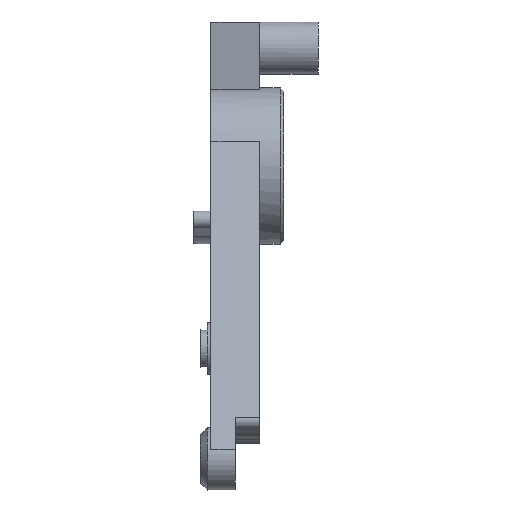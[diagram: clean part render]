
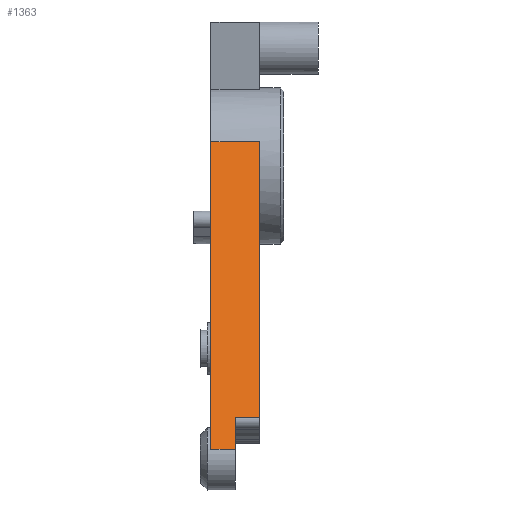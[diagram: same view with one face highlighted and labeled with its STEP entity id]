
A CAD part, left-side view. The second image highlights one B-rep face of the part: STEP entity #1363.
In plain terms, the highlighted planar face has unit normal (-0.95, 0, 0.312).
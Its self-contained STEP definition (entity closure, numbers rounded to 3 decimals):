
#27=PLANE('',#1516);
#123=FACE_OUTER_BOUND('',#200,.T.);
#200=EDGE_LOOP('',(#1092,#1093,#1094,#1095,#1096,#1097,#1098));
#251=LINE('',#2065,#361);
#259=LINE('',#2111,#369);
#296=LINE('',#2255,#406);
#301=LINE('',#2281,#411);
#309=LINE('',#2306,#419);
#310=LINE('',#2307,#420);
#311=LINE('',#2308,#421);
#361=VECTOR('',#1611,10.);
#369=VECTOR('',#1659,10.);
#406=VECTOR('',#1800,10.);
#411=VECTOR('',#1823,10.);
#419=VECTOR('',#1851,10.);
#420=VECTOR('',#1852,10.);
#421=VECTOR('',#1853,10.);
#574=VERTEX_POINT('',#2062);
#575=VERTEX_POINT('',#2064);
#592=VERTEX_POINT('',#2108);
#593=VERTEX_POINT('',#2110);
#619=VERTEX_POINT('',#2181);
#658=VERTEX_POINT('',#2277);
#660=VERTEX_POINT('',#2280);
#713=EDGE_CURVE('',#574,#575,#251,.T.);
#734=EDGE_CURVE('',#593,#592,#259,.T.);
#809=EDGE_CURVE('',#619,#593,#296,.T.);
#820=EDGE_CURVE('',#660,#658,#301,.T.);
#833=EDGE_CURVE('',#592,#660,#309,.T.);
#834=EDGE_CURVE('',#575,#658,#310,.T.);
#835=EDGE_CURVE('',#574,#619,#311,.T.);
#1092=ORIENTED_EDGE('',*,*,#833,.T.);
#1093=ORIENTED_EDGE('',*,*,#820,.T.);
#1094=ORIENTED_EDGE('',*,*,#834,.F.);
#1095=ORIENTED_EDGE('',*,*,#713,.F.);
#1096=ORIENTED_EDGE('',*,*,#835,.T.);
#1097=ORIENTED_EDGE('',*,*,#809,.T.);
#1098=ORIENTED_EDGE('',*,*,#734,.T.);
#1363=ADVANCED_FACE('',(#123),#27,.T.);
#1516=AXIS2_PLACEMENT_3D('',#2305,#1849,#1850);
#1611=DIRECTION('',(0.,-1.,0.));
#1659=DIRECTION('',(0.,-1.,0.));
#1800=DIRECTION('',(-0.312,0.,-0.95));
#1823=DIRECTION('',(0.,-1.,0.));
#1849=DIRECTION('center_axis',(-0.95,0.,0.312));
#1850=DIRECTION('ref_axis',(-0.312,0.,-0.95));
#1851=DIRECTION('',(0.312,0.,0.95));
#1852=DIRECTION('',(-0.312,0.,-0.95));
#1853=DIRECTION('',(-0.312,0.,-0.95));
#2062=CARTESIAN_POINT('',(-21.378,0.,7.015));
#2064=CARTESIAN_POINT('',(-21.378,-14.,7.015));
#2065=CARTESIAN_POINT('',(-21.378,0.,7.015));
#2108=CARTESIAN_POINT('',(-50.462,-7.,-81.614));
#2110=CARTESIAN_POINT('',(-50.462,0.,-81.614));
#2111=CARTESIAN_POINT('',(-50.462,0.,-81.614));
#2181=CARTESIAN_POINT('',(-28.511,0.,-14.721));
#2255=CARTESIAN_POINT('',(-21.378,0.,7.015));
#2277=CARTESIAN_POINT('',(-47.504,-14.,-72.6));
#2280=CARTESIAN_POINT('',(-47.504,-7.,-72.6));
#2281=CARTESIAN_POINT('',(-47.504,-14.,-72.6));
#2305=CARTESIAN_POINT('Origin',(-21.378,0.,7.015));
#2306=CARTESIAN_POINT('',(-35.106,-7.,-34.818));
#2307=CARTESIAN_POINT('',(-21.378,-14.,7.015));
#2308=CARTESIAN_POINT('',(-21.378,0.,7.015));
